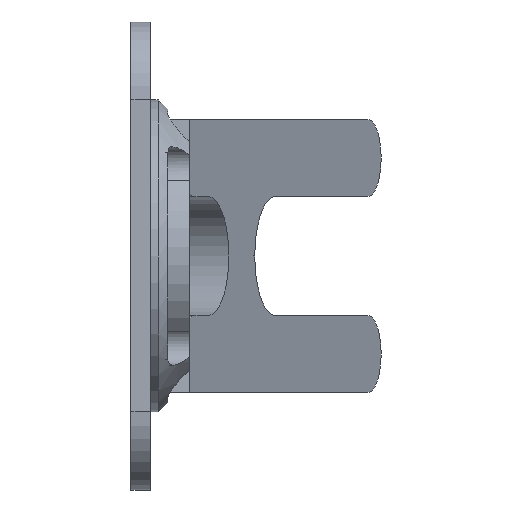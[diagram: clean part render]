
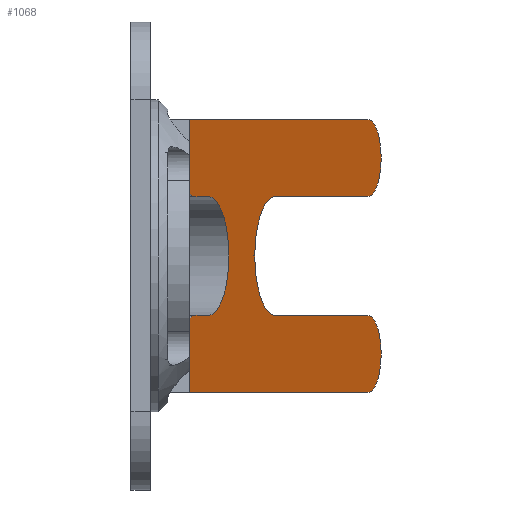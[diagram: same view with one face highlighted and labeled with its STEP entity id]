
A CAD part, left-side view. The second image highlights one B-rep face of the part: STEP entity #1068.
In plain terms, the highlighted planar face has unit normal (-0.342, -0.94, 0).
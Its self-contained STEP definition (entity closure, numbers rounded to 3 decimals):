
#6 = ORIENTED_EDGE ( 'NONE', *, *, #1990, .F. ) ;
#11 = DIRECTION ( 'NONE',  ( 0.94, -0.342, 0. ) ) ;
#37 = LINE ( 'NONE', #855, #135 ) ;
#89 = CARTESIAN_POINT ( 'NONE',  ( 18.686, -4.078, 1.525 ) ) ;
#97 = CARTESIAN_POINT ( 'NONE',  ( 7.453, 0.011, 0. ) ) ;
#108 = CARTESIAN_POINT ( 'NONE',  ( 16.807, -3.394, -18.368 ) ) ;
#121 = VERTEX_POINT ( 'NONE', #1395 ) ;
#135 = VECTOR ( 'NONE', #1531, 1000. ) ;
#142 = EDGE_CURVE ( 'NONE', #218, #1873, #301, .T. ) ;
#175 = DIRECTION ( 'NONE',  ( 0.94, -0.342, 0. ) ) ;
#218 = VERTEX_POINT ( 'NONE', #2263 ) ;
#225 = DIRECTION ( 'NONE',  ( -0.342, -0.94, 0. ) ) ;
#226 = CARTESIAN_POINT ( 'NONE',  ( 6.233, 0.455, -1.552 ) ) ;
#237 = ORIENTED_EDGE ( 'NONE', *, *, #1907, .F. ) ;
#274 = ORIENTED_EDGE ( 'NONE', *, *, #1327, .F. ) ;
#286 = CARTESIAN_POINT ( 'NONE',  ( 16.807, -3.394, 1.525 ) ) ;
#289 = FACE_OUTER_BOUND ( 'NONE', #1253, .T. ) ;
#301 = CIRCLE ( 'NONE', #647, 1.525 ) ;
#332 = VECTOR ( 'NONE', #631, 1000. ) ;
#346 = CIRCLE ( 'NONE', #1411, 0.987 ) ;
#380 = DIRECTION ( 'NONE',  ( -0.94, 0.342, 0. ) ) ;
#401 = CARTESIAN_POINT ( 'NONE',  ( 6.109, 0.5, -3.5 ) ) ;
#406 = VERTEX_POINT ( 'NONE', #1823 ) ;
#427 = ORIENTED_EDGE ( 'NONE', *, *, #1934, .F. ) ;
#434 = ORIENTED_EDGE ( 'NONE', *, *, #779, .F. ) ;
#454 = VERTEX_POINT ( 'NONE', #2154 ) ;
#473 = AXIS2_PLACEMENT_3D ( 'NONE', #1251, #2108, #11 ) ;
#482 = DIRECTION ( 'NONE',  ( 0.342, 0.94, 0. ) ) ;
#507 = CARTESIAN_POINT ( 'NONE',  ( 6.5, 0.358, 1.525 ) ) ;
#515 = AXIS2_PLACEMENT_3D ( 'NONE', #108, #2464, #1815 ) ;
#538 = VERTEX_POINT ( 'NONE', #401 ) ;
#561 = VECTOR ( 'NONE', #1240, 1000. ) ;
#573 = ORIENTED_EDGE ( 'NONE', *, *, #1640, .F. ) ;
#576 = CARTESIAN_POINT ( 'NONE',  ( 6.5, 0.358, -1.525 ) ) ;
#631 = DIRECTION ( 'NONE',  ( 0., 0., 1. ) ) ;
#647 = AXIS2_PLACEMENT_3D ( 'NONE', #97, #1632, #2238 ) ;
#656 =( BOUNDED_CURVE ( )  B_SPLINE_CURVE ( 3, ( #724, #1674, #226, #1725 ),
 .UNSPECIFIED., .F., .T. ) 
 B_SPLINE_CURVE_WITH_KNOTS ( ( 4, 4 ),
 ( 4.712, 5.114 ),
 .UNSPECIFIED. ) 
 CURVE ( )  GEOMETRIC_REPRESENTATION_ITEM ( )  RATIONAL_B_SPLINE_CURVE ( ( 1., 0.987, 0.987, 1. ) ) 
 REPRESENTATION_ITEM ( '' )  );
#660 = CARTESIAN_POINT ( 'NONE',  ( 16.807, -3.394, -1.525 ) ) ;
#674 = VERTEX_POINT ( 'NONE', #1569 ) ;
#693 = CIRCLE ( 'NONE', #1944, 1.525 ) ;
#695 = CARTESIAN_POINT ( 'NONE',  ( 6.5, 0.358, 1.525 ) ) ;
#714 = ORIENTED_EDGE ( 'NONE', *, *, #2605, .F. ) ;
#724 = CARTESIAN_POINT ( 'NONE',  ( 6.5, 0.358, -1.525 ) ) ;
#779 = EDGE_CURVE ( 'NONE', #2433, #538, #2649, .T. ) ;
#809 = CARTESIAN_POINT ( 'NONE',  ( 12.152, -1.699, 0. ) ) ;
#824 = CARTESIAN_POINT ( 'NONE',  ( 12.152, -1.699, 0. ) ) ;
#838 = CARTESIAN_POINT ( 'NONE',  ( 6.109, 0.5, -1.605 ) ) ;
#852 =( BOUNDED_CURVE ( )  B_SPLINE_CURVE ( 3, ( #1401, #1162, #1754, #695 ),
 .UNSPECIFIED., .F., .T. ) 
 B_SPLINE_CURVE_WITH_KNOTS ( ( 4, 4 ),
 ( 4.311, 4.712 ),
 .UNSPECIFIED. ) 
 CURVE ( )  GEOMETRIC_REPRESENTATION_ITEM ( )  RATIONAL_B_SPLINE_CURVE ( ( 1., 0.987, 0.987, 1. ) ) 
 REPRESENTATION_ITEM ( '' )  );
#855 = CARTESIAN_POINT ( 'NONE',  ( 16.807, -3.394, 3.5 ) ) ;
#917 = CIRCLE ( 'NONE', #473, 0.988 ) ;
#953 = CIRCLE ( 'NONE', #2615, 1.525 ) ;
#988 = EDGE_CURVE ( 'NONE', #1735, #218, #2593, .T. ) ;
#1051 = VERTEX_POINT ( 'NONE', #507 ) ;
#1059 = ORIENTED_EDGE ( 'NONE', *, *, #2471, .F. ) ;
#1064 = DIRECTION ( 'NONE',  ( -0.342, -0.94, 0. ) ) ;
#1068 = ADVANCED_FACE ( 'NONE', ( #289 ), #1586, .T. ) ;
#1089 = EDGE_CURVE ( 'NONE', #406, #2433, #917, .T. ) ;
#1090 = VECTOR ( 'NONE', #380, 1000. ) ;
#1097 = CARTESIAN_POINT ( 'NONE',  ( 16.807, -3.394, -3.5 ) ) ;
#1153 = VERTEX_POINT ( 'NONE', #2642 ) ;
#1162 = CARTESIAN_POINT ( 'NONE',  ( 6.233, 0.455, 1.552 ) ) ;
#1171 = CARTESIAN_POINT ( 'NONE',  ( 18.686, -4.078, 2.512 ) ) ;
#1209 = EDGE_CURVE ( 'NONE', #1153, #1051, #852, .T. ) ;
#1227 = ORIENTED_EDGE ( 'NONE', *, *, #142, .F. ) ;
#1240 = DIRECTION ( 'NONE',  ( 0.94, -0.342, 0. ) ) ;
#1251 = CARTESIAN_POINT ( 'NONE',  ( 18.686, -4.078, -2.512 ) ) ;
#1253 = EDGE_LOOP ( 'NONE', ( #237, #1989, #573, #1227, #1778, #2398, #2247, #434, #1298, #714, #427, #274, #6, #1059, #1407 ) ) ;
#1284 = CARTESIAN_POINT ( 'NONE',  ( 16.807, -3.394, 1.525 ) ) ;
#1298 = ORIENTED_EDGE ( 'NONE', *, *, #1089, .F. ) ;
#1327 = EDGE_CURVE ( 'NONE', #121, #674, #693, .T. ) ;
#1395 = CARTESIAN_POINT ( 'NONE',  ( 12.152, -1.699, 1.525 ) ) ;
#1401 = CARTESIAN_POINT ( 'NONE',  ( 6.109, 0.5, 1.605 ) ) ;
#1406 = DIRECTION ( 'NONE',  ( 0.94, -0.342, 0. ) ) ;
#1407 = ORIENTED_EDGE ( 'NONE', *, *, #2414, .F. ) ;
#1411 = AXIS2_PLACEMENT_3D ( 'NONE', #1171, #482, #2214 ) ;
#1453 = LINE ( 'NONE', #1665, #332 ) ;
#1503 = LINE ( 'NONE', #2566, #2135 ) ;
#1531 = DIRECTION ( 'NONE',  ( 0.94, -0.342, 0. ) ) ;
#1566 = EDGE_CURVE ( 'NONE', #1735, #1898, #656, .T. ) ;
#1569 = CARTESIAN_POINT ( 'NONE',  ( 10.719, -1.178, 0. ) ) ;
#1586 = PLANE ( 'NONE',  #515 ) ;
#1632 = DIRECTION ( 'NONE',  ( -0.342, -0.94, 0. ) ) ;
#1640 = EDGE_CURVE ( 'NONE', #1873, #1051, #1955, .T. ) ;
#1655 = CARTESIAN_POINT ( 'NONE',  ( 7.453, 0.011, 1.525 ) ) ;
#1665 = CARTESIAN_POINT ( 'NONE',  ( 6.109, 0.5, -18.368 ) ) ;
#1674 = CARTESIAN_POINT ( 'NONE',  ( 6.365, 0.407, -1.525 ) ) ;
#1725 = CARTESIAN_POINT ( 'NONE',  ( 6.109, 0.5, -1.605 ) ) ;
#1735 = VERTEX_POINT ( 'NONE', #576 ) ;
#1754 = CARTESIAN_POINT ( 'NONE',  ( 6.365, 0.407, 1.525 ) ) ;
#1778 = ORIENTED_EDGE ( 'NONE', *, *, #988, .F. ) ;
#1815 = DIRECTION ( 'NONE',  ( 0.94, -0.342, 0. ) ) ;
#1823 = CARTESIAN_POINT ( 'NONE',  ( 18.686, -4.078, -1.525 ) ) ;
#1854 = LINE ( 'NONE', #2693, #2032 ) ;
#1869 = VERTEX_POINT ( 'NONE', #2309 ) ;
#1873 = VERTEX_POINT ( 'NONE', #1655 ) ;
#1898 = VERTEX_POINT ( 'NONE', #838 ) ;
#1907 = EDGE_CURVE ( 'NONE', #1153, #454, #1453, .T. ) ;
#1934 = EDGE_CURVE ( 'NONE', #674, #2248, #953, .T. ) ;
#1944 = AXIS2_PLACEMENT_3D ( 'NONE', #809, #225, #2320 ) ;
#1947 = DIRECTION ( 'NONE',  ( -0.94, 0.342, 0. ) ) ;
#1955 = LINE ( 'NONE', #286, #2334 ) ;
#1989 = ORIENTED_EDGE ( 'NONE', *, *, #1209, .T. ) ;
#1990 = EDGE_CURVE ( 'NONE', #2231, #121, #2295, .T. ) ;
#2032 = VECTOR ( 'NONE', #1406, 1000. ) ;
#2036 = VECTOR ( 'NONE', #1947, 1000. ) ;
#2108 = DIRECTION ( 'NONE',  ( 0.342, 0.94, 0. ) ) ;
#2135 = VECTOR ( 'NONE', #2376, 1000. ) ;
#2154 = CARTESIAN_POINT ( 'NONE',  ( 6.109, 0.5, 3.5 ) ) ;
#2158 = DIRECTION ( 'NONE',  ( -0.94, 0.342, 0. ) ) ;
#2214 = DIRECTION ( 'NONE',  ( 0.94, -0.342, 0. ) ) ;
#2231 = VERTEX_POINT ( 'NONE', #89 ) ;
#2238 = DIRECTION ( 'NONE',  ( 0.94, -0.342, 0. ) ) ;
#2247 = ORIENTED_EDGE ( 'NONE', *, *, #2322, .F. ) ;
#2248 = VERTEX_POINT ( 'NONE', #2472 ) ;
#2263 = CARTESIAN_POINT ( 'NONE',  ( 7.453, 0.011, -1.525 ) ) ;
#2295 = LINE ( 'NONE', #1284, #1090 ) ;
#2309 = CARTESIAN_POINT ( 'NONE',  ( 18.686, -4.078, 3.5 ) ) ;
#2320 = DIRECTION ( 'NONE',  ( 0.94, -0.342, 0. ) ) ;
#2322 = EDGE_CURVE ( 'NONE', #538, #1898, #1503, .T. ) ;
#2334 = VECTOR ( 'NONE', #2158, 1000. ) ;
#2362 = CARTESIAN_POINT ( 'NONE',  ( 18.686, -4.078, -3.5 ) ) ;
#2376 = DIRECTION ( 'NONE',  ( 0., 0., 1. ) ) ;
#2398 = ORIENTED_EDGE ( 'NONE', *, *, #1566, .T. ) ;
#2414 = EDGE_CURVE ( 'NONE', #454, #1869, #37, .T. ) ;
#2433 = VERTEX_POINT ( 'NONE', #2362 ) ;
#2464 = DIRECTION ( 'NONE',  ( -0.342, -0.94, 0. ) ) ;
#2471 = EDGE_CURVE ( 'NONE', #1869, #2231, #346, .T. ) ;
#2472 = CARTESIAN_POINT ( 'NONE',  ( 12.152, -1.699, -1.525 ) ) ;
#2566 = CARTESIAN_POINT ( 'NONE',  ( 6.109, 0.5, -18.368 ) ) ;
#2593 = LINE ( 'NONE', #660, #561 ) ;
#2605 = EDGE_CURVE ( 'NONE', #2248, #406, #1854, .T. ) ;
#2615 = AXIS2_PLACEMENT_3D ( 'NONE', #824, #1064, #175 ) ;
#2642 = CARTESIAN_POINT ( 'NONE',  ( 6.109, 0.5, 1.605 ) ) ;
#2649 = LINE ( 'NONE', #1097, #2036 ) ;
#2693 = CARTESIAN_POINT ( 'NONE',  ( 16.807, -3.394, -1.525 ) ) ;
